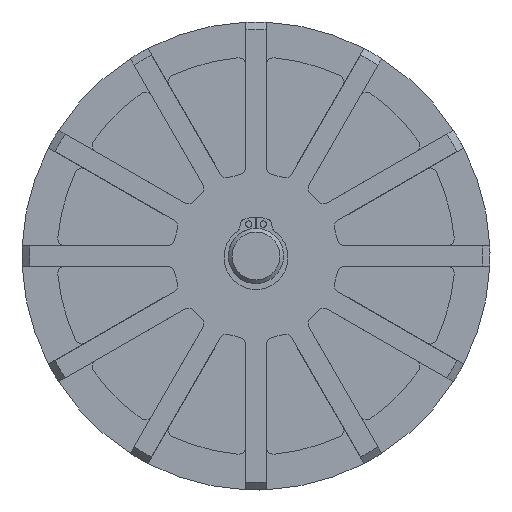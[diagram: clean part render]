
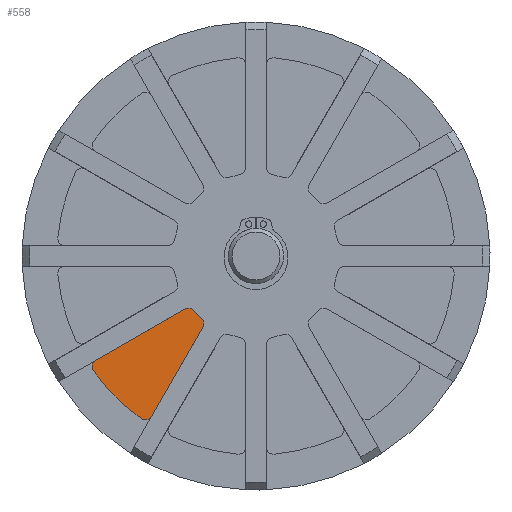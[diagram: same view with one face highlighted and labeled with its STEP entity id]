
A CAD part, front view. The second image highlights one B-rep face of the part: STEP entity #558.
In plain terms, the highlighted planar face has unit normal (0, -1, 0).
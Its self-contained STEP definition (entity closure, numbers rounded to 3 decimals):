
#558 = ADVANCED_FACE( '', ( #1453 ), #1454, .F. );
#1453 = FACE_OUTER_BOUND( '', #2731, .T. );
#1454 = PLANE( '', #2732 );
#2731 = EDGE_LOOP( '', ( #4363, #4364, #4365, #4366, #4367, #4368, #4369, #4370 ) );
#2732 = AXIS2_PLACEMENT_3D( '', #4371, #4372, #4373 );
#4363 = ORIENTED_EDGE( '', *, *, #7393, .F. );
#4364 = ORIENTED_EDGE( '', *, *, #7737, .F. );
#4365 = ORIENTED_EDGE( '', *, *, #7738, .F. );
#4366 = ORIENTED_EDGE( '', *, *, #7739, .F. );
#4367 = ORIENTED_EDGE( '', *, *, #7740, .F. );
#4368 = ORIENTED_EDGE( '', *, *, #7741, .F. );
#4369 = ORIENTED_EDGE( '', *, *, #7742, .F. );
#4370 = ORIENTED_EDGE( '', *, *, #7743, .F. );
#4371 = CARTESIAN_POINT( '', ( -117.47, 31., -30.005 ) );
#4372 = DIRECTION( '', ( 0., 1., 0. ) );
#4373 = DIRECTION( '', ( -1., 0., 0. ) );
#7393 = EDGE_CURVE( '', #8804, #8806, #8807, .T. );
#7737 = EDGE_CURVE( '', #9404, #8804, #9405, .T. );
#7738 = EDGE_CURVE( '', #9406, #9404, #9407, .T. );
#7739 = EDGE_CURVE( '', #9408, #9406, #9409, .T. );
#7740 = EDGE_CURVE( '', #9410, #9408, #9411, .T. );
#7741 = EDGE_CURVE( '', #9412, #9410, #9413, .T. );
#7742 = EDGE_CURVE( '', #9414, #9412, #9415, .T. );
#7743 = EDGE_CURVE( '', #8806, #9414, #9416, .T. );
#8804 = VERTEX_POINT( '', #10914 );
#8806 = VERTEX_POINT( '', #10917 );
#8807 = CIRCLE( '', #10918, 2. );
#9404 = VERTEX_POINT( '', #11758 );
#9405 = CIRCLE( '', #11759, 54. );
#9406 = VERTEX_POINT( '', #11760 );
#9407 = CIRCLE( '', #11761, 2. );
#9408 = VERTEX_POINT( '', #11762 );
#9409 = LINE( '', #11763, #11764 );
#9410 = VERTEX_POINT( '', #11765 );
#9411 = CIRCLE( '', #11766, 2. );
#9412 = VERTEX_POINT( '', #11767 );
#9413 = LINE( '', #11768, #11769 );
#9414 = VERTEX_POINT( '', #11770 );
#9415 = CIRCLE( '', #11771, 2. );
#9416 = LINE( '', #11772, #11773 );
#10914 = CARTESIAN_POINT( '', ( -119.104, 31., -31.159 ) );
#10917 = CARTESIAN_POINT( '', ( -118.47, 31., -28.273 ) );
#10918 = AXIS2_PLACEMENT_3D( '', #13874, #13875, #13876 );
#11758 = CARTESIAN_POINT( '', ( -106.159, 31., -44.104 ) );
#11759 = AXIS2_PLACEMENT_3D( '', #14382, #14383, #14384 );
#11760 = CARTESIAN_POINT( '', ( -103.273, 31., -43.47 ) );
#11761 = AXIS2_PLACEMENT_3D( '', #14385, #14386, #14387 );
#11762 = CARTESIAN_POINT( '', ( -89.427, 31., -19.489 ) );
#11763 = CARTESIAN_POINT( '', ( -89.427, 31., -19.489 ) );
#11764 = VECTOR( '', #14388, 1000. );
#11765 = CARTESIAN_POINT( '', ( -89.745, 31., -17.075 ) );
#11766 = AXIS2_PLACEMENT_3D( '', #14389, #14390, #14391 );
#11767 = CARTESIAN_POINT( '', ( -92.075, 31., -14.745 ) );
#11768 = CARTESIAN_POINT( '', ( -92.075, 31., -14.745 ) );
#11769 = VECTOR( '', #14392, 1000. );
#11770 = CARTESIAN_POINT( '', ( -94.489, 31., -14.427 ) );
#11771 = AXIS2_PLACEMENT_3D( '', #14393, #14394, #14395 );
#11772 = CARTESIAN_POINT( '', ( -118.47, 31., -28.273 ) );
#11773 = VECTOR( '', #14396, 1000. );
#13874 = CARTESIAN_POINT( '', ( -117.47, 31., -30.005 ) );
#13875 = DIRECTION( '', ( 0., 1., 0. ) );
#13876 = DIRECTION( '', ( -0.5, 0., -0.866 ) );
#14382 = CARTESIAN_POINT( '', ( -75., 31., 0. ) );
#14383 = DIRECTION( '', ( 0., 1., 0. ) );
#14384 = DIRECTION( '', ( -0.5, 0., -0.866 ) );
#14385 = CARTESIAN_POINT( '', ( -105.005, 31., -42.47 ) );
#14386 = DIRECTION( '', ( 0., 1., 0. ) );
#14387 = DIRECTION( '', ( 0.5, 0., 0.866 ) );
#14388 = DIRECTION( '', ( -0.5, 0., -0.866 ) );
#14389 = CARTESIAN_POINT( '', ( -91.159, 31., -18.489 ) );
#14390 = DIRECTION( '', ( 0., 1., 0. ) );
#14391 = DIRECTION( '', ( -0.5, 0., -0.866 ) );
#14392 = DIRECTION( '', ( 0.707, 0., -0.707 ) );
#14393 = CARTESIAN_POINT( '', ( -93.489, 31., -16.159 ) );
#14394 = DIRECTION( '', ( 0., 1., 0. ) );
#14395 = DIRECTION( '', ( -0.5, 0., -0.866 ) );
#14396 = DIRECTION( '', ( 0.866, 0., 0.5 ) );
